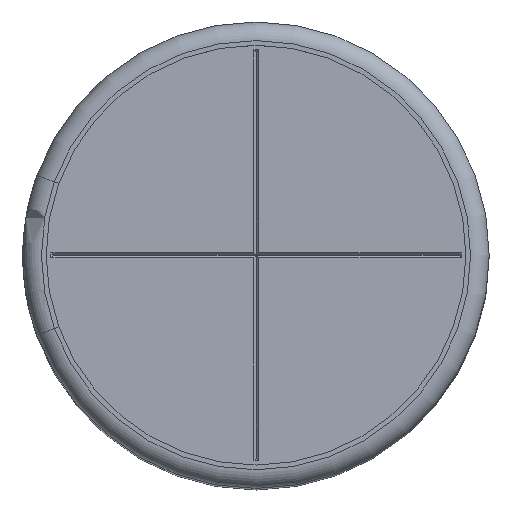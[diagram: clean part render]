
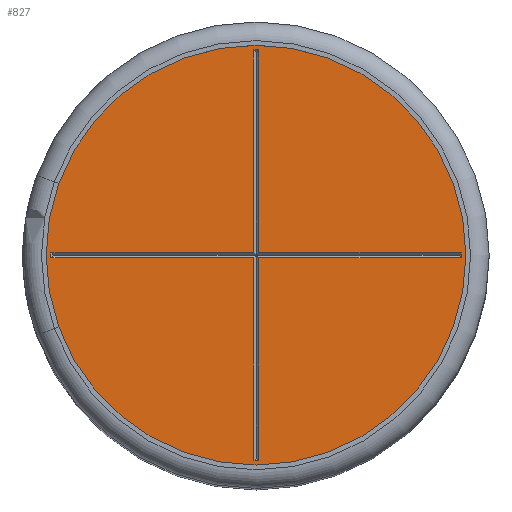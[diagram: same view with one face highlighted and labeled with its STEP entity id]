
A CAD part, top view. The second image highlights one B-rep face of the part: STEP entity #827.
In plain terms, the highlighted planar face has unit normal (0, 0, 1).
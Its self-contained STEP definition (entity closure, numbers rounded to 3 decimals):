
#827=ADVANCED_FACE('',(#1736,#1738),#1740,.T.);
#1736=FACE_BOUND('',#1737,.T.);
#1737=EDGE_LOOP('',(#2483));
#1738=FACE_BOUND('',#1739,.T.);
#1739=EDGE_LOOP('',(#2484,#2485,#2486,#2487,#2488,#2489,#2490,#2491,#2492,#2493,
#2494,#2495));
#1740=PLANE('',#1741);
#1741=AXIS2_PLACEMENT_3D('',#1742,#1743,#1744);
#1742=CARTESIAN_POINT('',(0.,0.,19.9));
#1743=DIRECTION('',(0.,0.,1.));
#1744=DIRECTION('',(1.,0.,0.));
#2483=ORIENTED_EDGE('',*,*,#2869,.T.);
#2484=ORIENTED_EDGE('',*,*,#2897,.T.);
#2485=ORIENTED_EDGE('',*,*,#2898,.T.);
#2486=ORIENTED_EDGE('',*,*,#2899,.T.);
#2487=ORIENTED_EDGE('',*,*,#2900,.T.);
#2488=ORIENTED_EDGE('',*,*,#2901,.T.);
#2489=ORIENTED_EDGE('',*,*,#2902,.T.);
#2490=ORIENTED_EDGE('',*,*,#2903,.T.);
#2491=ORIENTED_EDGE('',*,*,#2904,.T.);
#2492=ORIENTED_EDGE('',*,*,#2905,.T.);
#2493=ORIENTED_EDGE('',*,*,#2906,.T.);
#2494=ORIENTED_EDGE('',*,*,#2907,.T.);
#2495=ORIENTED_EDGE('',*,*,#2908,.T.);
#2869=EDGE_CURVE('',#3364,#3364,#3365,.T.);
#2897=EDGE_CURVE('',#3406,#3407,#3408,.F.);
#2898=EDGE_CURVE('',#3407,#3409,#3410,.F.);
#2899=EDGE_CURVE('',#3409,#3411,#3412,.F.);
#2900=EDGE_CURVE('',#3411,#3413,#3414,.F.);
#2901=EDGE_CURVE('',#3413,#3415,#3416,.F.);
#2902=EDGE_CURVE('',#3415,#3417,#3418,.F.);
#2903=EDGE_CURVE('',#3417,#3419,#3420,.F.);
#2904=EDGE_CURVE('',#3419,#3421,#3422,.F.);
#2905=EDGE_CURVE('',#3421,#3423,#3424,.F.);
#2906=EDGE_CURVE('',#3423,#3425,#3426,.F.);
#2907=EDGE_CURVE('',#3425,#3427,#3428,.F.);
#2908=EDGE_CURVE('',#3427,#3406,#3429,.F.);
#3364=VERTEX_POINT('',#5023);
#3365=CIRCLE('',#5024,4.5);
#3406=VERTEX_POINT('',#5200);
#3407=VERTEX_POINT('',#5201);
#3408=LINE('',#5202,#5203);
#3409=VERTEX_POINT('',#5205);
#3410=LINE('',#5206,#5207);
#3411=VERTEX_POINT('',#5209);
#3412=LINE('',#5210,#5211);
#3413=VERTEX_POINT('',#5213);
#3414=LINE('',#5214,#5215);
#3415=VERTEX_POINT('',#5217);
#3416=LINE('',#5218,#5219);
#3417=VERTEX_POINT('',#5221);
#3418=LINE('',#5222,#5223);
#3419=VERTEX_POINT('',#5225);
#3420=LINE('',#5226,#5227);
#3421=VERTEX_POINT('',#5229);
#3422=LINE('',#5230,#5231);
#3423=VERTEX_POINT('',#5233);
#3424=LINE('',#5234,#5235);
#3425=VERTEX_POINT('',#5237);
#3426=LINE('',#5238,#5239);
#3427=VERTEX_POINT('',#5241);
#3428=LINE('',#5242,#5243);
#3429=LINE('',#5245,#5246);
#5023=CARTESIAN_POINT('',(4.5,0.,19.9));
#5024=AXIS2_PLACEMENT_3D('',#5025,#5026,#5027);
#5025=CARTESIAN_POINT('',(0.,0.,19.9));
#5026=DIRECTION('',(0.,0.,1.));
#5027=DIRECTION('',(1.,0.,0.));
#5200=CARTESIAN_POINT('',(-0.046,-0.05,19.9));
#5201=CARTESIAN_POINT('',(-4.396,-0.05,19.9));
#5202=CARTESIAN_POINT('',(-4.396,-0.05,19.9));
#5203=VECTOR('',#5204,1.);
#5204=DIRECTION('',(1.,0.,0.));
#5205=CARTESIAN_POINT('',(-4.396,0.05,19.9));
#5206=CARTESIAN_POINT('',(-4.396,0.05,19.9));
#5207=VECTOR('',#5208,1.);
#5208=DIRECTION('',(0.,-1.,0.));
#5209=CARTESIAN_POINT('',(-0.046,0.05,19.9));
#5210=CARTESIAN_POINT('',(-0.046,0.05,19.9));
#5211=VECTOR('',#5212,1.);
#5212=DIRECTION('',(-1.,0.,0.));
#5213=CARTESIAN_POINT('',(-0.046,4.4,19.9));
#5214=CARTESIAN_POINT('',(-0.046,4.4,19.9));
#5215=VECTOR('',#5216,1.);
#5216=DIRECTION('',(0.,-1.,0.));
#5217=CARTESIAN_POINT('',(0.054,4.4,19.9));
#5218=CARTESIAN_POINT('',(0.054,4.4,19.9));
#5219=VECTOR('',#5220,1.);
#5220=DIRECTION('',(-1.,0.,0.));
#5221=CARTESIAN_POINT('',(0.054,0.05,19.9));
#5222=CARTESIAN_POINT('',(0.054,0.05,19.9));
#5223=VECTOR('',#5224,1.);
#5224=DIRECTION('',(0.,1.,0.));
#5225=CARTESIAN_POINT('',(4.404,0.05,19.9));
#5226=CARTESIAN_POINT('',(4.404,0.05,19.9));
#5227=VECTOR('',#5228,1.);
#5228=DIRECTION('',(-1.,0.,0.));
#5229=CARTESIAN_POINT('',(4.404,-0.05,19.9));
#5230=CARTESIAN_POINT('',(4.404,-0.05,19.9));
#5231=VECTOR('',#5232,1.);
#5232=DIRECTION('',(0.,1.,0.));
#5233=CARTESIAN_POINT('',(0.054,-0.05,19.9));
#5234=CARTESIAN_POINT('',(0.054,-0.05,19.9));
#5235=VECTOR('',#5236,1.);
#5236=DIRECTION('',(1.,0.,0.));
#5237=CARTESIAN_POINT('',(0.054,-4.4,19.9));
#5238=CARTESIAN_POINT('',(0.054,-4.4,19.9));
#5239=VECTOR('',#5240,1.);
#5240=DIRECTION('',(0.,1.,0.));
#5241=CARTESIAN_POINT('',(-0.046,-4.4,19.9));
#5242=CARTESIAN_POINT('',(-0.046,-4.4,19.9));
#5243=VECTOR('',#5244,1.);
#5244=DIRECTION('',(1.,0.,0.));
#5245=CARTESIAN_POINT('',(-0.046,-0.05,19.9));
#5246=VECTOR('',#5247,1.);
#5247=DIRECTION('',(0.,-1.,0.));
